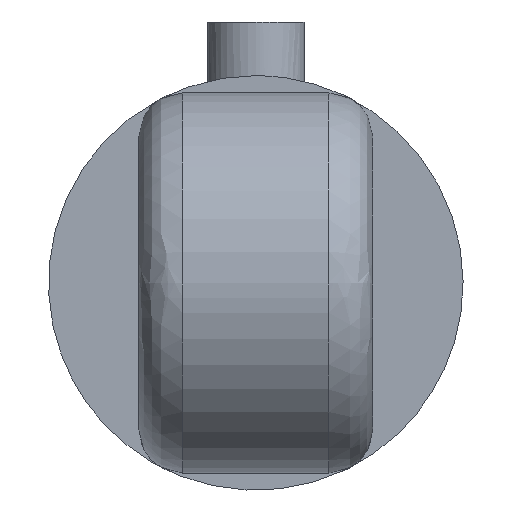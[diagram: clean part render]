
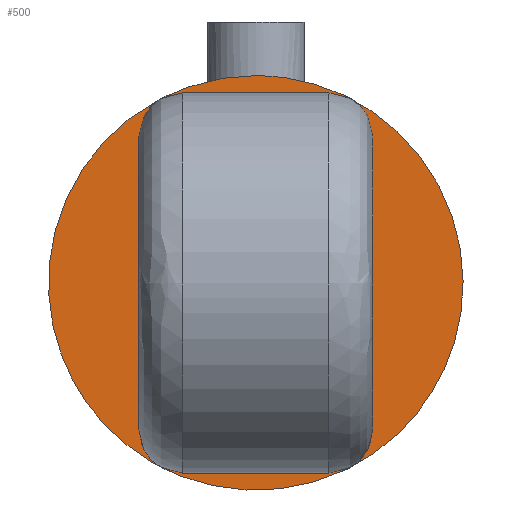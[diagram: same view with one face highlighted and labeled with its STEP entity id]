
A CAD part, left-side view. The second image highlights one B-rep face of the part: STEP entity #500.
In plain terms, the highlighted free-form (B-spline) face has degree [1, 1] with [2, 2] control points.
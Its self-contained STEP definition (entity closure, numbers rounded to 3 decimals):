
#500 = ADVANCED_FACE('',(#501,#515),#529,.T.);
#501 = FACE_BOUND('',#502,.T.);
#502 = EDGE_LOOP('',(#503));
#503 = ORIENTED_EDGE('',*,*,#504,.T.);
#504 = EDGE_CURVE('',#505,#505,#507,.T.);
#505 = VERTEX_POINT('',#506);
#506 = CARTESIAN_POINT('',(0.,0.,
    45.531));
#507 = ( BOUNDED_CURVE() B_SPLINE_CURVE(2,(#508,#509,#510,#511,#512,#513
,#514),.UNSPECIFIED.,.T.,.F.) B_SPLINE_CURVE_WITH_KNOTS((1,2,2,2,2,1),(
    -2.094,0.,2.094,4.189,6.283,
8.378),.UNSPECIFIED.) CURVE() GEOMETRIC_REPRESENTATION_ITEM() 
RATIONAL_B_SPLINE_CURVE((1.,0.5,1.,0.5,1.,0.5,1.)) REPRESENTATION_ITEM(
  '') );
#508 = CARTESIAN_POINT('',(0.,0.,45.531));
#509 = CARTESIAN_POINT('',(0.,78.862,45.531));
#510 = CARTESIAN_POINT('',(0.,39.431,-22.765));
#511 = CARTESIAN_POINT('',(0.,0.,-91.062));
#512 = CARTESIAN_POINT('',(0.,-39.431,-22.765));
#513 = CARTESIAN_POINT('',(0.,-78.862,45.531));
#514 = CARTESIAN_POINT('',(0.,0.,45.531));
#515 = FACE_BOUND('',#516,.T.);
#516 = EDGE_LOOP('',(#517));
#517 = ORIENTED_EDGE('',*,*,#518,.F.);
#518 = EDGE_CURVE('',#519,#519,#521,.T.);
#519 = VERTEX_POINT('',#520);
#520 = CARTESIAN_POINT('',(0.,-16.07,0.));
#521 = ( BOUNDED_CURVE() B_SPLINE_CURVE(2,(#522,#523,#524,#525,#526,#527
,#528),.UNSPECIFIED.,.T.,.F.) B_SPLINE_CURVE_WITH_KNOTS((1,2,2,2,2,1),(
    -2.094,0.,2.094,4.189,6.283,
8.378),.UNSPECIFIED.) CURVE() GEOMETRIC_REPRESENTATION_ITEM() 
RATIONAL_B_SPLINE_CURVE((1.,0.5,1.,0.5,1.,0.5,1.)) REPRESENTATION_ITEM(
  '') );
#522 = CARTESIAN_POINT('',(0.,-16.07,0.));
#523 = CARTESIAN_POINT('',(0.,-16.07,27.834));
#524 = CARTESIAN_POINT('',(0.,8.035,13.917));
#525 = CARTESIAN_POINT('',(0.,32.139,0.));
#526 = CARTESIAN_POINT('',(0.,8.035,-13.917));
#527 = CARTESIAN_POINT('',(0.,-16.07,-27.834));
#528 = CARTESIAN_POINT('',(0.,-16.07,0.));
#529 = B_SPLINE_SURFACE_WITH_KNOTS('',1,1,(
    (#530,#531)
    ,(#532,#533
    )),.UNSPECIFIED.,.F.,.F.,.F.,(2,2),(2,2),(-42.5,42.5),(-42.5,42.5),
  .PIECEWISE_BEZIER_KNOTS.);
#530 = CARTESIAN_POINT('',(0.,-45.531,-45.531));
#531 = CARTESIAN_POINT('',(0.,45.531,-45.531));
#532 = CARTESIAN_POINT('',(0.,-45.531,45.531));
#533 = CARTESIAN_POINT('',(0.,45.531,45.531));
